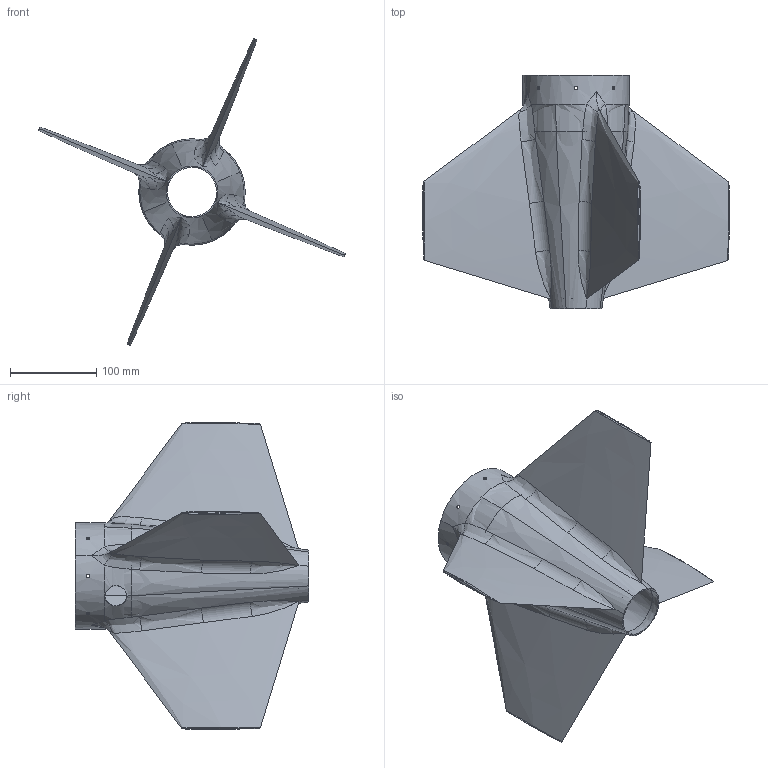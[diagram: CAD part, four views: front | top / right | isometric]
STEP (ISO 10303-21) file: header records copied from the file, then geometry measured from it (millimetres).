
FILE_DESCRIPTION(/* description */ ('VariCAD 2023-1.05 AP-214'),/* implementation_level */ '2;1');
FILE_NAME(/* name */ 'A3_fincan.stp',/* time_stamp */ '2024-10-17T23:10:57+03:00',/* author */ (''),/* organization */ (''),/* preprocessor_version */ 'VariCAD 2023-1.05',/* originating_system */ 'VariCAD 2023-1.05; kernel version (20180118)',/* authorisation */ '');
FILE_SCHEMA(('AUTOMOTIVE_DESIGN'));
Products named in the file (2): A3_fincan
Assembly tree (1 placements, depth 2):
  A3_fincan
    A3_fincan
Bounding box: 354.81 x 270 x 354.81 mm (x, y, z)
Volume: 731178.2 mm3; surface area: 337021.2 mm2
Topology: 1 solids, 1 shells, 96 faces, 281 edges, 178 vertices
Faces by surface type: bspline 64, cylinder 22, plane 6, cone 4
Entity records: 35789 total; most frequent: CARTESIAN_POINT 33911, ORIENTED_EDGE 546, EDGE_CURVE 273, B_SPLINE_CURVE_WITH_KNOTS 235, VERTEX_POINT 178, DIRECTION 122, EDGE_LOOP 115, ADVANCED_FACE 96
